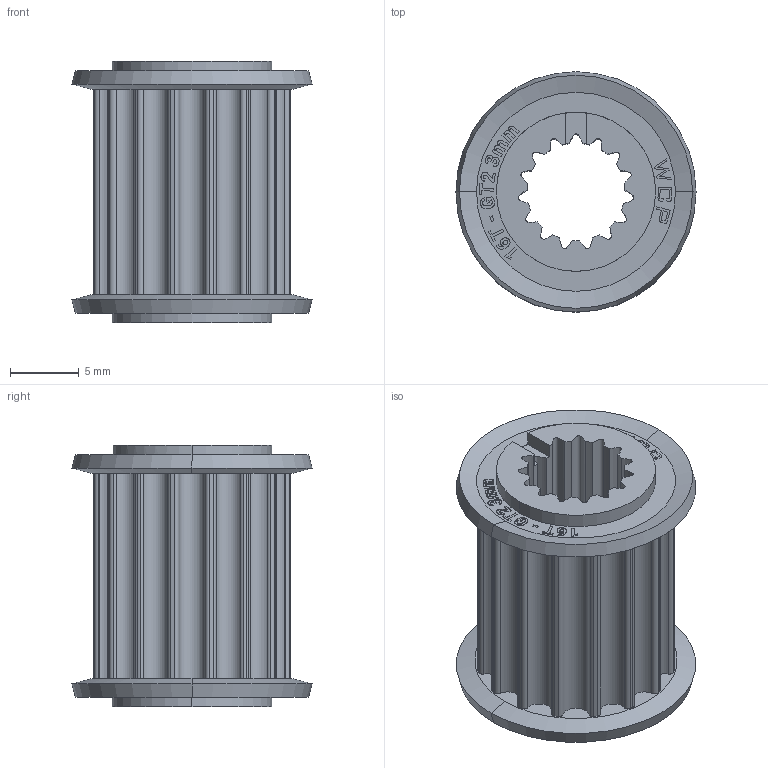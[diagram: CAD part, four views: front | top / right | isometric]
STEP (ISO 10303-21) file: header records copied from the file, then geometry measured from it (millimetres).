
FILE_DESCRIPTION (( 'STEP AP214' ), '1' );
FILE_NAME ('WCP-1178 Rev1.step', '2023-10-11T21:30:07', ( '' ), ( '' ), 'SwSTEP 2.0', 'SolidWorks 2022', '' );
FILE_SCHEMA (( 'AUTOMOTIVE_DESIGN' ));
Length unit declared in the file: inch
Products named in the file (1): WCP-1178 Rev1
Bounding box: 17.5 x 17.5 x 19.05 mm (x, y, z)
Volume: 1848.9 mm3; surface area: 2628 mm2
Topology: 3 solids, 3 shells, 325 faces, 901 edges, 598 vertices
Faces by surface type: plane 134, cylinder 103, bspline 76, cone 12
Entity records: 15427 total; most frequent: CARTESIAN_POINT 7333, ORIENTED_EDGE 1802, DIRECTION 1475, EDGE_CURVE 901, VERTEX_POINT 598, VECTOR 523, LINE 523, AXIS2_PLACEMENT_3D 476
